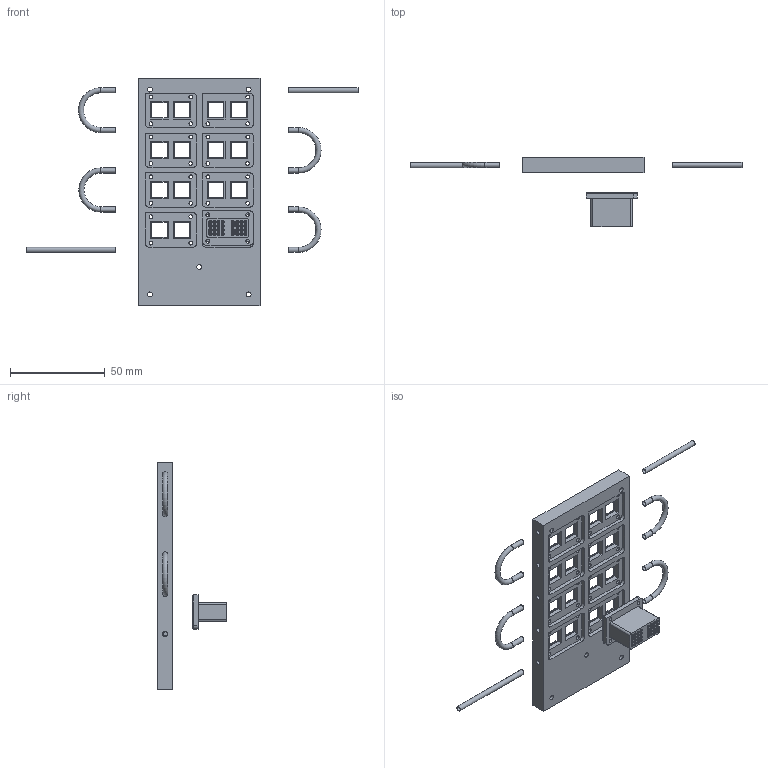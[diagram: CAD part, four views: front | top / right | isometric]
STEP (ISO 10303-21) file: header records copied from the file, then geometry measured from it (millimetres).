
FILE_DESCRIPTION(/* description */ (''),/* implementation_level */ '2;1');
FILE_NAME(/* name */ 'fiber_32 v11.step',/* time_stamp */ '2022-04-07T10:48:52-06:00',/* author */ (''),/* organization */ (''),/* preprocessor_version */ 'ST-DEVELOPER v18.1',/* originating_system */ 'Autodesk Translation Framework v10.14.0.1471',/* authorisation */ '');
FILE_SCHEMA (('AUTOMOTIVE_DESIGN { 1 0 10303 214 3 1 1 }'));
Length unit declared in the file: millimetre
Products named in the file (4): fiber_32; fiber_holder_32 (1); board_long_c; tubes
Assembly tree (3 placements, depth 2):
  fiber_32
    fiber_holder_32 (1)
    board_long_c
    tubes
Bounding box: 175.01 x 36.35 x 120 mm (x, y, z)
Volume: 41298.5 mm3; surface area: 29656.5 mm2
Topology: 8 solids, 8 shells, 403 faces, 1079 edges, 717 vertices
Faces by surface type: plane 228, cylinder 132, torus 43
Full cylindrical faces by diameter (mm): 1 x32, 1.95 x31, 2 x4, 2.3 x10, 2.5 x5, 2.6 x5, 2.7 x10
Entity records: 13235 total; most frequent: DIRECTION 2291, CARTESIAN_POINT 2235, ORIENTED_EDGE 2158, EDGE_CURVE 1079, AXIS2_PLACEMENT_3D 803, VERTEX_POINT 717, LINE 685, VECTOR 685
